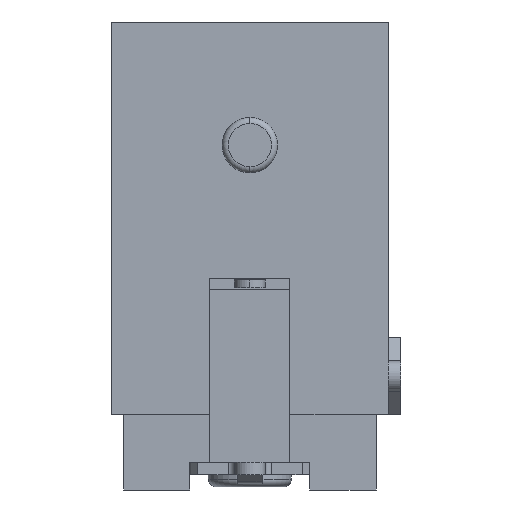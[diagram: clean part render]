
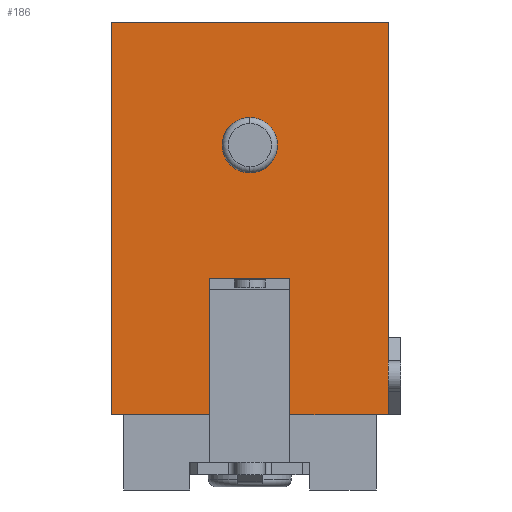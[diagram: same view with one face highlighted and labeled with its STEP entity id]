
A CAD part, front view. The second image highlights one B-rep face of the part: STEP entity #186.
In plain terms, the highlighted planar face has unit normal (0, -1, 0).
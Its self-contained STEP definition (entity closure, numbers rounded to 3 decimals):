
#186=ADVANCED_FACE('NONE',(#490,#491),#492,.T.);
#490=FACE_OUTER_BOUND('',#928,.T.);
#491=FACE_BOUND('',#929,.T.);
#492=PLANE('',#930);
#928=EDGE_LOOP('',(#1385,#1386,#1387,#1388,#1389,#1390,#1391,#1392));
#929=EDGE_LOOP('',(#1393,#1394));
#930=AXIS2_PLACEMENT_3D('',#1395,#1396,#1397);
#1385=ORIENTED_EDGE('',*,*,#2581,.F.);
#1386=ORIENTED_EDGE('',*,*,#2582,.F.);
#1387=ORIENTED_EDGE('',*,*,#2583,.F.);
#1388=ORIENTED_EDGE('',*,*,#2584,.T.);
#1389=ORIENTED_EDGE('',*,*,#2585,.T.);
#1390=ORIENTED_EDGE('',*,*,#2586,.F.);
#1391=ORIENTED_EDGE('',*,*,#2587,.F.);
#1392=ORIENTED_EDGE('',*,*,#2588,.T.);
#1393=ORIENTED_EDGE('',*,*,#2589,.F.);
#1394=ORIENTED_EDGE('',*,*,#2554,.F.);
#1395=CARTESIAN_POINT('',(-4.5,0.0,-12.75));
#1396=DIRECTION('',(0.0,-1.0,0.0));
#1397=DIRECTION('',(0.0,0.0,-1.0));
#2554=EDGE_CURVE('NONE',#3042,#3044,#3045,.T.);
#2581=EDGE_CURVE('NONE',#3090,#3091,#3092,.T.);
#2582=EDGE_CURVE('NONE',#3093,#3090,#3094,.T.);
#2583=EDGE_CURVE('NONE',#3095,#3093,#3096,.T.);
#2584=EDGE_CURVE('NONE',#3095,#3097,#3098,.T.);
#2585=EDGE_CURVE('NONE',#3097,#3099,#3100,.T.);
#2586=EDGE_CURVE('NONE',#3101,#3099,#3102,.T.);
#2587=EDGE_CURVE('NONE',#3103,#3101,#3104,.T.);
#2588=EDGE_CURVE('NONE',#3103,#3091,#3105,.T.);
#2589=EDGE_CURVE('NONE',#3044,#3042,#3106,.T.);
#3042=VERTEX_POINT('NONE',#3752);
#3044=VERTEX_POINT('NONE',#3755);
#3045=CIRCLE('',#3756,0.9);
#3090=VERTEX_POINT('NONE',#3810);
#3091=VERTEX_POINT('NONE',#3811);
#3092=LINE('',#3812,#3813);
#3093=VERTEX_POINT('NONE',#3814);
#3094=LINE('',#3815,#3816);
#3095=VERTEX_POINT('NONE',#3817);
#3096=LINE('',#3818,#3819);
#3097=VERTEX_POINT('NONE',#3820);
#3098=LINE('',#3821,#3822);
#3099=VERTEX_POINT('NONE',#3823);
#3100=LINE('',#3824,#3825);
#3101=VERTEX_POINT('NONE',#3826);
#3102=LINE('',#3827,#3828);
#3103=VERTEX_POINT('NONE',#3829);
#3104=LINE('',#3830,#3831);
#3105=LINE('',#3832,#3833);
#3106=CIRCLE('',#3834,0.9);
#3752=CARTESIAN_POINT('',(0.,0.0,-4.9));
#3755=CARTESIAN_POINT('',(0.0,0.0,-3.1));
#3756=AXIS2_PLACEMENT_3D('',#4739,#4740,#4741);
#3810=CARTESIAN_POINT('',(-1.3,-0.0,-8.325));
#3811=CARTESIAN_POINT('',(-1.3,-0.0,-12.75));
#3812=CARTESIAN_POINT('',(-1.3,-0.0,-12.75));
#3813=VECTOR('',#4784,1000.0);
#3814=CARTESIAN_POINT('',(1.3,0.0,-8.325));
#3815=CARTESIAN_POINT('',(-1.3,-0.0,-8.325));
#3816=VECTOR('',#4785,1000.0);
#3817=CARTESIAN_POINT('',(1.3,0.0,-12.75));
#3818=CARTESIAN_POINT('',(1.3,0.0,-12.75));
#3819=VECTOR('',#4786,1000.0);
#3820=CARTESIAN_POINT('',(4.5,0.0,-12.75));
#3821=CARTESIAN_POINT('',(-4.5,0.0,-12.75));
#3822=VECTOR('',#4787,1000.0);
#3823=CARTESIAN_POINT('',(4.5,0.0,0.0));
#3824=CARTESIAN_POINT('',(4.5,0.0,-12.75));
#3825=VECTOR('',#4788,1000.0);
#3826=CARTESIAN_POINT('',(-4.5,0.0,0.0));
#3827=CARTESIAN_POINT('',(-4.5,0.0,0.0));
#3828=VECTOR('',#4789,1000.0);
#3829=CARTESIAN_POINT('',(-4.5,0.0,-12.75));
#3830=CARTESIAN_POINT('',(-4.5,0.0,-12.75));
#3831=VECTOR('',#4790,1000.0);
#3832=CARTESIAN_POINT('',(-4.5,0.0,-12.75));
#3833=VECTOR('',#4791,1000.0);
#3834=AXIS2_PLACEMENT_3D('',#4792,#4793,#4794);
#4739=CARTESIAN_POINT('',(0.0,0.0,-4.0));
#4740=DIRECTION('',(0.0,-1.0,0.0));
#4741=DIRECTION('',(0.0,0.0,-1.0));
#4784=DIRECTION('',(0.,-0.0,-1.0));
#4785=DIRECTION('',(-1.0,-0.0,-0.0));
#4786=DIRECTION('',(0.,0.0,1.0));
#4787=DIRECTION('',(1.0,0.0,0.0));
#4788=DIRECTION('',(0.0,0.0,1.0));
#4789=DIRECTION('',(1.0,0.0,0.0));
#4790=DIRECTION('',(0.0,0.0,1.0));
#4791=DIRECTION('',(1.0,0.0,0.0));
#4792=CARTESIAN_POINT('',(0.0,0.0,-4.0));
#4793=DIRECTION('',(0.0,-1.0,0.0));
#4794=DIRECTION('',(0.0,0.0,-1.0));
